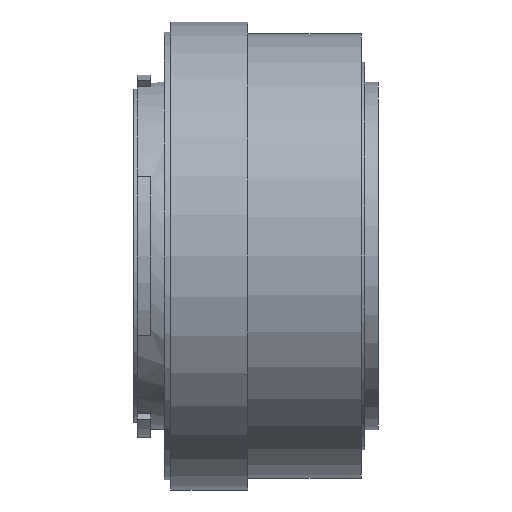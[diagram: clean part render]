
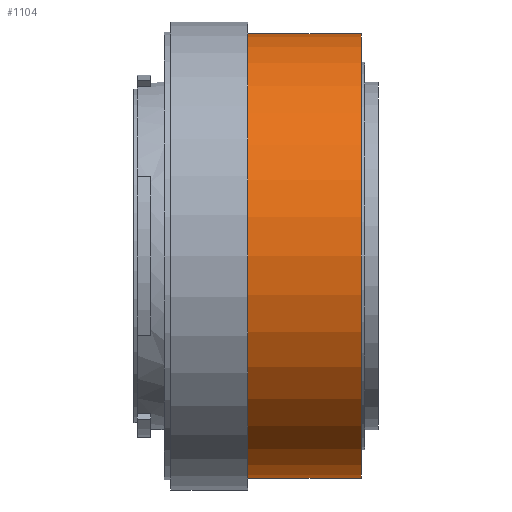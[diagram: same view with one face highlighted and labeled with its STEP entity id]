
A CAD part, front view. The second image highlights one B-rep face of the part: STEP entity #1104.
In plain terms, the highlighted cylindrical face has radius 33.25 mm (diameter 66.5 mm), a full revolution.
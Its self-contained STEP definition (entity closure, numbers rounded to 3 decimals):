
#324=ORIENTED_EDGE('',*,*,#614,.F.);
#325=ORIENTED_EDGE('',*,*,#613,.T.);
#613=EDGE_CURVE('',#757,#757,#841,.T.);
#614=EDGE_CURVE('',#758,#758,#842,.T.);
#757=VERTEX_POINT('',#1801);
#758=VERTEX_POINT('',#1804);
#841=CIRCLE('',#1220,33.25);
#842=CIRCLE('',#1222,33.25);
#903=EDGE_LOOP('',(#324));
#904=EDGE_LOOP('',(#325));
#997=FACE_BOUND('',#903,.T.);
#998=FACE_BOUND('',#904,.T.);
#1067=CYLINDRICAL_SURFACE('',#1221,33.25);
#1104=ADVANCED_FACE('',(#997,#998),#1067,.T.);
#1220=AXIS2_PLACEMENT_3D('',#1800,#1444,#1445);
#1221=AXIS2_PLACEMENT_3D('',#1802,#1446,#1447);
#1222=AXIS2_PLACEMENT_3D('',#1803,#1448,#1449);
#1444=DIRECTION('',(-1.,0.,0.));
#1445=DIRECTION('',(0.,1.,0.));
#1446=DIRECTION('',(1.,0.,0.));
#1447=DIRECTION('',(0.,1.,0.));
#1448=DIRECTION('',(-1.,0.,0.));
#1449=DIRECTION('',(0.,1.,0.));
#1800=CARTESIAN_POINT('',(29.5,0.,0.));
#1801=CARTESIAN_POINT('',(29.5,33.25,0.));
#1802=CARTESIAN_POINT('',(12.5,0.,0.));
#1803=CARTESIAN_POINT('',(12.5,0.,0.));
#1804=CARTESIAN_POINT('',(12.5,33.25,0.));
